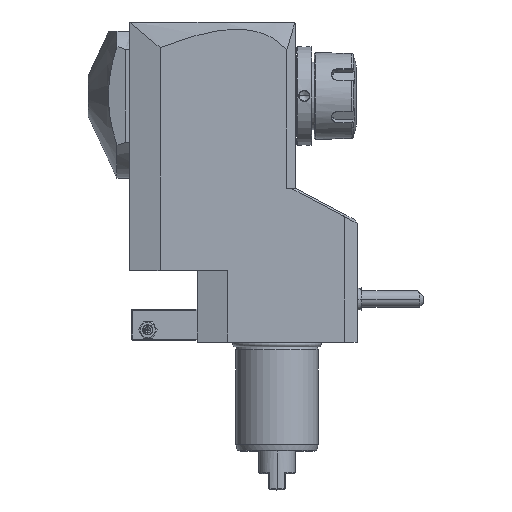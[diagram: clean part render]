
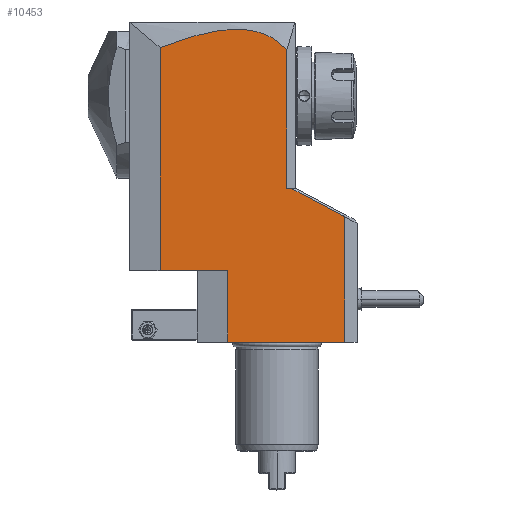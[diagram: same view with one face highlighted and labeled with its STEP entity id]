
A CAD part, top view. The second image highlights one B-rep face of the part: STEP entity #10453.
In plain terms, the highlighted planar face has unit normal (0, 0, 1).
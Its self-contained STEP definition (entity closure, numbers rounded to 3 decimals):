
#17=DIRECTION('',(-1.,0.,0.));
#18=VECTOR('',#17,57.);
#19=CARTESIAN_POINT('',(33.,0.,37.5));
#20=LINE('',#19,#18);
#200=DIRECTION('',(0.,-1.,0.));
#201=VECTOR('',#200,108.515);
#202=CARTESIAN_POINT('',(-57.,143.515,37.5));
#203=LINE('',#202,#201);
#223=CARTESIAN_POINT('',(4.8,142.483,37.5));
#224=CARTESIAN_POINT('',(4.571,142.734,37.5));
#225=CARTESIAN_POINT('',(4.111,143.223,37.5));
#226=CARTESIAN_POINT('',(3.414,143.919,37.5));
#227=CARTESIAN_POINT('',(2.71,144.58,37.5));
#228=CARTESIAN_POINT('',(1.997,145.207,37.5));
#229=CARTESIAN_POINT('',(1.276,145.803,37.5));
#230=CARTESIAN_POINT('',(0.545,146.369,37.5));
#231=CARTESIAN_POINT('',(-0.197,146.906,37.5));
#232=CARTESIAN_POINT('',(-0.952,147.416,37.5));
#233=CARTESIAN_POINT('',(-1.72,147.9,37.5));
#234=CARTESIAN_POINT('',(-2.502,148.359,37.5));
#235=CARTESIAN_POINT('',(-3.301,148.793,37.5));
#236=CARTESIAN_POINT('',(-4.117,149.204,37.5));
#237=CARTESIAN_POINT('',(-4.952,149.591,37.5));
#238=CARTESIAN_POINT('',(-5.808,149.955,37.5));
#239=CARTESIAN_POINT('',(-6.687,150.297,37.5));
#240=CARTESIAN_POINT('',(-7.59,150.615,37.5));
#241=CARTESIAN_POINT('',(-8.52,150.91,37.5));
#242=CARTESIAN_POINT('',(-9.479,151.182,37.5));
#243=CARTESIAN_POINT('',(-10.47,151.43,37.5));
#244=CARTESIAN_POINT('',(-11.495,151.654,37.5));
#245=CARTESIAN_POINT('',(-12.558,151.852,37.5));
#246=CARTESIAN_POINT('',(-13.661,152.023,37.5));
#247=CARTESIAN_POINT('',(-14.809,152.167,37.5));
#248=CARTESIAN_POINT('',(-16.004,152.281,37.5));
#249=CARTESIAN_POINT('',(-17.251,152.363,37.5));
#250=CARTESIAN_POINT('',(-18.554,152.412,37.5));
#251=CARTESIAN_POINT('',(-19.92,152.425,37.5));
#252=CARTESIAN_POINT('',(-21.354,152.398,37.5));
#253=CARTESIAN_POINT('',(-22.859,152.33,37.5));
#254=CARTESIAN_POINT('',(-24.447,152.215,37.5));
#255=CARTESIAN_POINT('',(-26.123,152.05,37.5));
#256=CARTESIAN_POINT('',(-27.895,151.829,37.5));
#257=CARTESIAN_POINT('',(-29.774,151.547,37.5));
#258=CARTESIAN_POINT('',(-31.774,151.196,37.5));
#259=CARTESIAN_POINT('',(-33.908,150.768,37.5));
#260=CARTESIAN_POINT('',(-36.19,150.254,37.5));
#261=CARTESIAN_POINT('',(-38.633,149.645,37.5));
#262=CARTESIAN_POINT('',(-41.247,148.931,37.5));
#263=CARTESIAN_POINT('',(-44.043,148.102,37.5));
#264=CARTESIAN_POINT('',(-47.017,147.152,37.5));
#265=CARTESIAN_POINT('',(-50.164,146.077,37.5));
#266=CARTESIAN_POINT('',(-53.483,144.874,37.5));
#267=CARTESIAN_POINT('',(-55.809,143.983,37.5));
#268=CARTESIAN_POINT('',(-57.,143.515,37.5));
#270=DIRECTION('',(0.,-1.,0.));
#271=VECTOR('',#270,67.483);
#272=CARTESIAN_POINT('',(4.8,142.483,37.5));
#273=LINE('',#272,#271);
#274=DIRECTION('',(-0.883,0.469,0.));
#275=VECTOR('',#274,29.519);
#276=CARTESIAN_POINT('',(32.842,61.142,37.5));
#277=LINE('',#276,#275);
#278=DIRECTION('',(-0.883,0.469,0.));
#279=VECTOR('',#278,0.179);
#280=CARTESIAN_POINT('',(33.,61.058,37.5));
#281=LINE('',#280,#279);
#298=DIRECTION('',(1.,0.,0.));
#299=VECTOR('',#298,33.);
#300=CARTESIAN_POINT('',(-57.,35.,37.5));
#301=LINE('',#300,#299);
#302=DIRECTION('',(0.,-1.,0.));
#303=VECTOR('',#302,35.);
#304=CARTESIAN_POINT('',(-24.,35.,37.5));
#305=LINE('',#304,#303);
#2619=DIRECTION('',(1.,0.,0.));
#2620=VECTOR('',#2619,1.978);
#2621=CARTESIAN_POINT('',(4.8,75.,37.5));
#2622=LINE('',#2621,#2620);
#2675=DIRECTION('',(0.,1.,0.));
#2676=VECTOR('',#2675,61.058);
#2677=CARTESIAN_POINT('',(33.,0.,37.5));
#2678=LINE('',#2677,#2676);
#9677=CARTESIAN_POINT('',(6.778,75.,37.5));
#9679=VERTEX_POINT('',#9677);
#9703=CARTESIAN_POINT('',(-24.,35.,37.5));
#9704=VERTEX_POINT('',#9703);
#9729=VERTEX_POINT('',#223);
#9730=VERTEX_POINT('',#268);
#9755=CARTESIAN_POINT('',(4.8,75.,37.5));
#9756=VERTEX_POINT('',#9755);
#10094=CARTESIAN_POINT('',(-57.,35.,37.5));
#10096=VERTEX_POINT('',#10094);
#10103=CARTESIAN_POINT('',(33.,61.058,37.5));
#10105=VERTEX_POINT('',#10103);
#10118=CARTESIAN_POINT('',(33.,0.,37.5));
#10119=VERTEX_POINT('',#10118);
#10120=CARTESIAN_POINT('',(-24.,0.,37.5));
#10121=VERTEX_POINT('',#10120);
#10167=CARTESIAN_POINT('',(32.842,61.142,37.5));
#10169=VERTEX_POINT('',#10167);
#10428=CARTESIAN_POINT('',(-39.202,35.,37.5));
#10429=DIRECTION('',(0.,0.,1.));
#10430=DIRECTION('',(1.,0.,0.));
#10431=AXIS2_PLACEMENT_3D('',#10428,#10429,#10430);
#10432=PLANE('',#10431);
#10434=ORIENTED_EDGE('',*,*,#10433,.F.);
#10435=ORIENTED_EDGE('',*,*,#10414,.F.);
#10437=ORIENTED_EDGE('',*,*,#10436,.F.);
#10439=ORIENTED_EDGE('',*,*,#10438,.T.);
#10441=ORIENTED_EDGE('',*,*,#10440,.T.);
#10443=ORIENTED_EDGE('',*,*,#10442,.F.);
#10445=ORIENTED_EDGE('',*,*,#10444,.F.);
#10447=ORIENTED_EDGE('',*,*,#10446,.F.);
#10448=ORIENTED_EDGE('',*,*,#10291,.T.);
#10450=ORIENTED_EDGE('',*,*,#10449,.F.);
#10451=EDGE_LOOP('',(#10434,#10435,#10437,#10439,#10441,#10443,#10445,#10447,
#10448,#10450));
#10452=FACE_OUTER_BOUND('',#10451,.F.);
#269=B_SPLINE_CURVE_WITH_KNOTS('',3,(#223,#224,#225,#226,#227,#228,#229,#230,
#231,#232,#233,#234,#235,#236,#237,#238,#239,#240,#241,#242,#243,#244,#245,#246,
#247,#248,#249,#250,#251,#252,#253,#254,#255,#256,#257,#258,#259,#260,#261,#262,
#263,#264,#265,#266,#267,#268),.UNSPECIFIED.,.F.,.F.,(4,1,1,1,1,1,1,1,1,1,1,1,1,
1,1,1,1,1,1,1,1,1,1,1,1,1,1,1,1,1,1,1,1,1,1,1,1,1,1,1,1,1,1,4),(0.,
0.023,0.047,0.07,0.093,
0.116,0.14,0.163,0.186,
0.209,0.233,0.256,0.279,
0.302,0.326,0.349,0.372,
0.395,0.419,0.442,0.465,
0.488,0.512,0.535,0.558,
0.581,0.605,0.628,0.651,
0.674,0.698,0.721,0.744,
0.767,0.791,0.814,0.837,
0.86,0.884,0.907,0.93,
0.953,0.977,1.),.UNSPECIFIED.);
#10291=EDGE_CURVE('',#10119,#10121,#20,.T.);
#10414=EDGE_CURVE('',#9730,#10096,#203,.T.);
#10433=EDGE_CURVE('',#10096,#9704,#301,.T.);
#10436=EDGE_CURVE('',#9729,#9730,#269,.T.);
#10438=EDGE_CURVE('',#9729,#9756,#273,.T.);
#10440=EDGE_CURVE('',#9756,#9679,#2622,.T.);
#10442=EDGE_CURVE('',#10169,#9679,#277,.T.);
#10444=EDGE_CURVE('',#10105,#10169,#281,.T.);
#10446=EDGE_CURVE('',#10119,#10105,#2678,.T.);
#10449=EDGE_CURVE('',#9704,#10121,#305,.T.);
#10453=ADVANCED_FACE('',(#10452),#10432,.T.);
